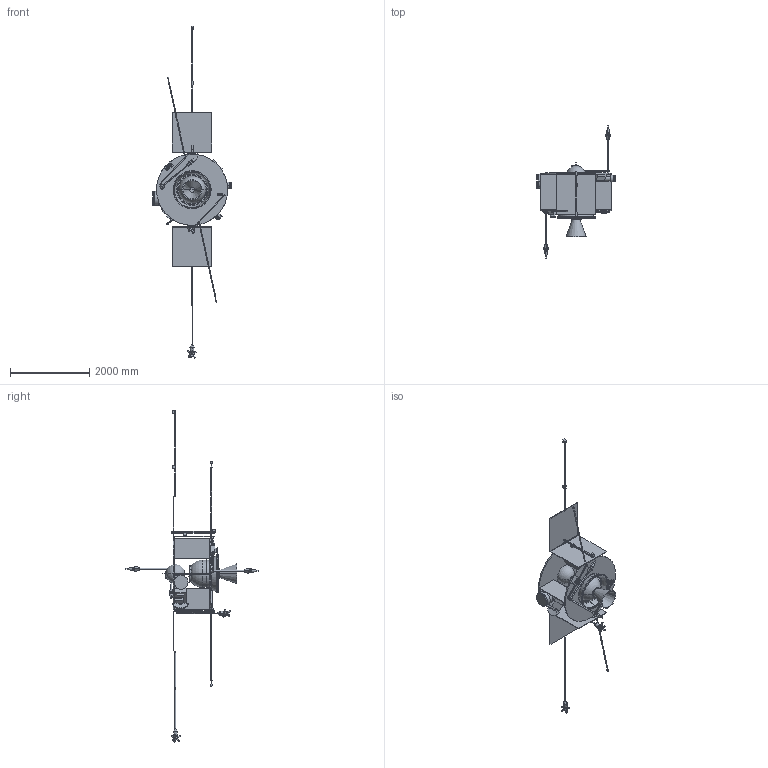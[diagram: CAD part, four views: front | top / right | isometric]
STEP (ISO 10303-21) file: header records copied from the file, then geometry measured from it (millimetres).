
FILE_DESCRIPTION((''),'2;1');
FILE_NAME('NITRO_IS_2015-01-09_ASM','2016-07-08T',('guu'),(''),'CREO PARAMETRIC BY PTC INC, 2015200','CREO PARAMETRIC BY PTC INC, 2015200','');
FILE_SCHEMA(('CONFIG_CONTROL_DESIGN'));
Length unit declared in the file: millimetre
Products named in the file (51): 937_INTERFACE_RING; NITRO_IS_937_CONE; NITRO_IS_PANEL_01; NITRO_IS_PANEL_03; NITRO_IS_PANEL_02; NITRO_IS_STRUCTURE_ASM; STAR-27H; EPDM_BT_01_01; NITRO_IS_PROPULSION_ASM; UNH_NITRO_BOX_6; UNH_NITRO_ESA_8; UNH_NITRO_DPPS_BOX_3; UNH_NITRO_ENERGY_ELEC_BOX_4; NITRO_FOV_6; UNH_NITRO_TOP_LEVEL_ASSY_ASM_14_ASM; CHEMS_UNH_NITRO_TOP_LEVEL_ASM; NITRODETECTORBOX; OUTER-HEMISPHERE; LOWER-TOP-HAT-PLATE; TOP_HAT_LEEA_EAS_1; BODY-JENI-ANALYSER-INTEGRAL-MOU; DETECTOR_ASM; PRODUCT9_ASM; NITRO_PEACE_DETECTORASSEMBLY_V2_ASM; NITRO_RS_NOID_2; ASPOC; NITRO_IS_MIMS; NITRO_IS_NIMS; NITRO_STEIN; NITRO_SLP_BOOM; NITRO_SLP_PROBE; NITRO_SLP_BOOM_DEPL_INSITU_ASM; NITRO_ELF_BOOM_INNER; NITRO_ELF_BOOM; NITRO_ELF_VLF; ELF_BOOM_ASM; NITRO_MAG_BOOM_OUTER; NITRO_MAGNETOMETER; NITRO_MAG_BOOM_ASM; ELF_BOOM_STOWED_ASM ...
Assembly tree (74 placements, depth 6):
  NITRO_IS_2015-01-09_ASM
    NITRO_IS_STRUCTURE_ASM
      937_INTERFACE_RING
      NITRO_IS_937_CONE
      NITRO_IS_PANEL_01
      NITRO_IS_PANEL_03  x4
      NITRO_IS_PANEL_02
    NITRO_IS_PROPULSION_ASM
      STAR-27H
      EPDM_BT_01_01
    NITRO_IS_PAYLOAD_ASM
      CHEMS_UNH_NITRO_TOP_LEVEL_ASM
        UNH_NITRO_TOP_LEVEL_ASSY_ASM_14_ASM
          UNH_NITRO_BOX_6
          UNH_NITRO_ESA_8
          UNH_NITRO_DPPS_BOX_3
          UNH_NITRO_ENERGY_ELEC_BOX_4
          NITRO_FOV_6
      NITRO_PEACE_DETECTORASSEMBLY_V2_ASM
        PRODUCT9_ASM
          NITRODETECTORBOX
          DETECTOR_ASM
            OUTER-HEMISPHERE
            LOWER-TOP-HAT-PLATE
            TOP_HAT_LEEA_EAS_1
            BODY-JENI-ANALYSER-INTEGRAL-MOU
      NITRO_RS_NOID_2
      ASPOC
      NITRO_IS_MIMS
      NITRO_IS_NIMS
      NITRO_STEIN
      NITRO_SLP_BOOM_DEPL_INSITU_ASM  x2
        NITRO_SLP_BOOM
        NITRO_SLP_PROBE
      ELF_BOOM_ASM
        NITRO_ELF_BOOM_INNER
        NITRO_ELF_BOOM
        NITRO_ELF_VLF
      NITRO_MAG_BOOM_ASM
        NITRO_MAG_BOOM_OUTER  x2
        NITRO_MAGNETOMETER  x2
      ELF_BOOM_STOWED_ASM
        NITRO_ELF_BOOM_INNER
        NITRO_ELF_BOOM
        NITRO_ELF_VLF
      NITRO_MAG_BOOM_STOWED_ASM
        NITRO_MAG_BOOM_OUTER  x2
        NITRO_MAGNETOMETER  x2
      NITRO_SLP_BOOM_STOW_ASM  x2
        NITRO_SLP_BOOM
        NITRO_SLP_PROBE
    NITRO_IS_POWER_ASM
      NITRO_RS_SOLAR_ARRAY_PANEL  x4
    NITRO_IS_TTC_ASM
      NITRO_X-BAND_ASM  x4
        NITRO_XBAND_BOOM_DEPLOYED
        X-BAND_HEIX
    VEGA_937_ASM
Bounding box: 1994 x 3340.35 x 8397.26 mm (x, y, z)
Volume: 353548286.1 mm3; surface area: 34738857.4 mm2
Topology: 63 solids, 68 shells, 2256 faces, 5604 edges, 3487 vertices
Faces by surface type: plane 1264, cylinder 618, cone 152, torus 128, bspline 36, sphere 34, extrusion 24
Entity records: 54780 total; most frequent: CARTESIAN_POINT 12682, DIRECTION 9137, ORIENTED_EDGE 8352, EDGE_CURVE 4176, AXIS2_PLACEMENT_3D 3484, VERTEX_POINT 2666, VECTOR 2169, LINE 2145
